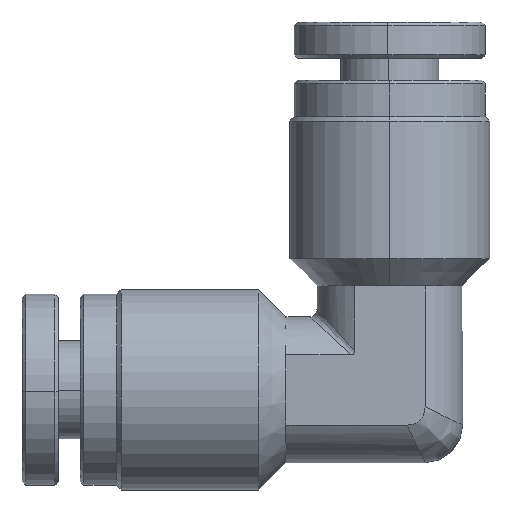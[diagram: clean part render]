
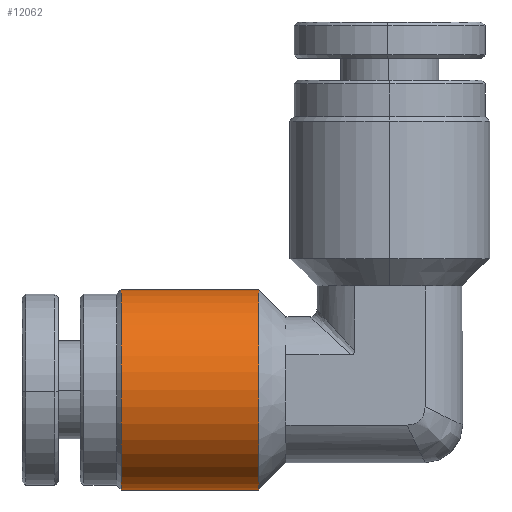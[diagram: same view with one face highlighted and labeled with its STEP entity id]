
A CAD part, left-side view. The second image highlights one B-rep face of the part: STEP entity #12062.
In plain terms, the highlighted cylindrical face has radius 5.5 mm (diameter 11 mm), a partial arc.
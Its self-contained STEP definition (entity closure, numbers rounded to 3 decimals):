
#220 = CARTESIAN_POINT ( 'NONE',  ( 0., 17., -11.2 ) ) ;
#669 = VECTOR ( 'NONE', #13507, 1000. ) ;
#2896 = DIRECTION ( 'NONE',  ( 0., 1., 0. ) ) ;
#3039 = CARTESIAN_POINT ( 'NONE',  ( 0., 7.2, -11.2 ) ) ;
#4198 = EDGE_CURVE ( 'NONE', #9294, #5488, #11005, .T. ) ;
#4531 = CARTESIAN_POINT ( 'NONE',  ( 0., 14.75, -5.7 ) ) ;
#4569 = EDGE_LOOP ( 'NONE', ( #19395, #9235, #20469, #14185 ) ) ;
#5488 = VERTEX_POINT ( 'NONE', #14326 ) ;
#5499 = CARTESIAN_POINT ( 'NONE',  ( 0., 17., -0.2 ) ) ;
#5683 = LINE ( 'NONE', #5499, #16788 ) ;
#6593 = LINE ( 'NONE', #220, #669 ) ;
#6765 = DIRECTION ( 'NONE',  ( 0., 0., 1. ) ) ;
#7714 = DIRECTION ( 'NONE',  ( 0., -1., 0. ) ) ;
#8314 = EDGE_CURVE ( 'NONE', #19755, #27106, #12295, .T. ) ;
#8713 = AXIS2_PLACEMENT_3D ( 'NONE', #16192, #2896, #18483 ) ;
#9235 = ORIENTED_EDGE ( 'NONE', *, *, #4198, .T. ) ;
#9294 = VERTEX_POINT ( 'NONE', #9477 ) ;
#9477 = CARTESIAN_POINT ( 'NONE',  ( 0., 14.75, -0.2 ) ) ;
#10589 = AXIS2_PLACEMENT_3D ( 'NONE', #25540, #14349, #23393 ) ;
#11005 = CIRCLE ( 'NONE', #14322, 5.5 ) ;
#12062 = ADVANCED_FACE ( 'NONE', ( #16229 ), #19438, .T. ) ;
#12295 = CIRCLE ( 'NONE', #8713, 5.5 ) ;
#13507 = DIRECTION ( 'NONE',  ( 0., -1., 0. ) ) ;
#14185 = ORIENTED_EDGE ( 'NONE', *, *, #8314, .T. ) ;
#14322 = AXIS2_PLACEMENT_3D ( 'NONE', #4531, #20154, #6765 ) ;
#14326 = CARTESIAN_POINT ( 'NONE',  ( 0., 14.75, -11.2 ) ) ;
#14349 = DIRECTION ( 'NONE',  ( 0., -1., 0. ) ) ;
#15482 = CARTESIAN_POINT ( 'NONE',  ( 0., 7.2, -0.2 ) ) ;
#16192 = CARTESIAN_POINT ( 'NONE',  ( 0., 7.2, -5.7 ) ) ;
#16229 = FACE_OUTER_BOUND ( 'NONE', #4569, .T. ) ;
#16788 = VECTOR ( 'NONE', #7714, 1000. ) ;
#17270 = EDGE_CURVE ( 'NONE', #9294, #27106, #5683, .T. ) ;
#18483 = DIRECTION ( 'NONE',  ( 0., 0., 1. ) ) ;
#19395 = ORIENTED_EDGE ( 'NONE', *, *, #17270, .F. ) ;
#19438 = CYLINDRICAL_SURFACE ( 'NONE', #10589, 5.5 ) ;
#19587 = EDGE_CURVE ( 'NONE', #5488, #19755, #6593, .T. ) ;
#19755 = VERTEX_POINT ( 'NONE', #3039 ) ;
#20154 = DIRECTION ( 'NONE',  ( 0., -1., 0. ) ) ;
#20469 = ORIENTED_EDGE ( 'NONE', *, *, #19587, .T. ) ;
#23393 = DIRECTION ( 'NONE',  ( 0., 0., -1. ) ) ;
#25540 = CARTESIAN_POINT ( 'NONE',  ( 0., 17., -5.7 ) ) ;
#27106 = VERTEX_POINT ( 'NONE', #15482 ) ;
